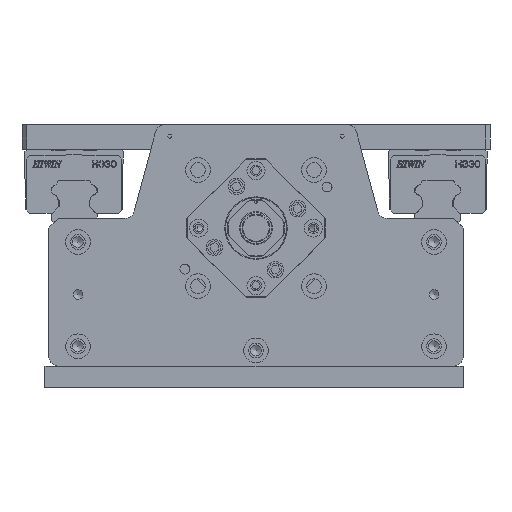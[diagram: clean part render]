
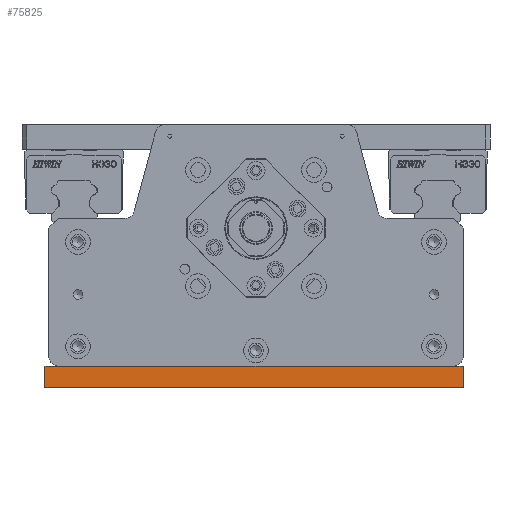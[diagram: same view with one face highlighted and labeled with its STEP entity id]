
A CAD part, front view. The second image highlights one B-rep face of the part: STEP entity #75825.
In plain terms, the highlighted planar face has unit normal (0, -1, 0).
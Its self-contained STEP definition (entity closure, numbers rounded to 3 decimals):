
#75647=CARTESIAN_POINT('',(-246.5,-915.,0.));
#75648=VERTEX_POINT('',#75647);
#75663=CARTESIAN_POINT('',(-254.75,-915.,0.));
#75664=VERTEX_POINT('',#75663);
#75671=CARTESIAN_POINT('',(-254.75,-915.,0.));
#75672=DIRECTION('',(1.0,0.0,0.0));
#75673=VECTOR('',#75672,8.25);
#75674=LINE('',#75671,#75673);
#75675=EDGE_CURVE('',#75664,#75648,#75674,.T.);
#75685=CARTESIAN_POINT('',(-6.,-915.,0.));
#75686=VERTEX_POINT('',#75685);
#75693=CARTESIAN_POINT('',(0.,-915.,0.));
#75694=VERTEX_POINT('',#75693);
#75695=CARTESIAN_POINT('',(-6.,-915.,0.));
#75696=DIRECTION('',(1.0,0.0,0.0));
#75697=VECTOR('',#75696,6.);
#75698=LINE('',#75695,#75697);
#75699=EDGE_CURVE('',#75686,#75694,#75698,.T.);
#75733=CARTESIAN_POINT('',(0.,-915.,-13.));
#75734=VERTEX_POINT('',#75733);
#75741=CARTESIAN_POINT('',(-254.75,-915.,-13.));
#75742=VERTEX_POINT('',#75741);
#75743=CARTESIAN_POINT('',(-254.75,-915.,-13.));
#75744=DIRECTION('',(1.0,0.0,0.0));
#75745=VECTOR('',#75744,254.75);
#75746=LINE('',#75743,#75745);
#75747=EDGE_CURVE('',#75742,#75734,#75746,.T.);
#75792=CARTESIAN_POINT('',(-254.75,-915.,0.));
#75793=DIRECTION('',(0.0,0.0,-1.0));
#75794=VECTOR('',#75793,13.);
#75795=LINE('',#75792,#75794);
#75796=EDGE_CURVE('',#75664,#75742,#75795,.T.);
#75802=CARTESIAN_POINT('',(-260.,-915.,-15.));
#75803=DIRECTION('',(0.0,-1.0,0.0));
#75804=DIRECTION('',(1.0,0.0,0.0));
#75805=AXIS2_PLACEMENT_3D('',#75802,#75803,#75804);
#75806=PLANE('',#75805);
#75807=ORIENTED_EDGE('',*,*,#75796,.T.);
#75808=ORIENTED_EDGE('',*,*,#75747,.T.);
#75809=CARTESIAN_POINT('',(0.,-915.,-13.));
#75810=DIRECTION('',(0.0,0.0,1.0));
#75811=VECTOR('',#75810,13.);
#75812=LINE('',#75809,#75811);
#75813=EDGE_CURVE('',#75734,#75694,#75812,.T.);
#75814=ORIENTED_EDGE('',*,*,#75813,.T.);
#75815=ORIENTED_EDGE('',*,*,#75699,.F.);
#75816=CARTESIAN_POINT('',(-246.5,-915.,0.));
#75817=DIRECTION('',(1.0,0.0,0.0));
#75818=VECTOR('',#75817,240.5);
#75819=LINE('',#75816,#75818);
#75820=EDGE_CURVE('',#75648,#75686,#75819,.T.);
#75821=ORIENTED_EDGE('',*,*,#75820,.F.);
#75822=ORIENTED_EDGE('',*,*,#75675,.F.);
#75823=EDGE_LOOP('',(#75807,#75808,#75814,#75815,#75821,#75822));
#75824=FACE_OUTER_BOUND('',#75823,.T.);
#75825=ADVANCED_FACE('',(#75824),#75806,.T.);
